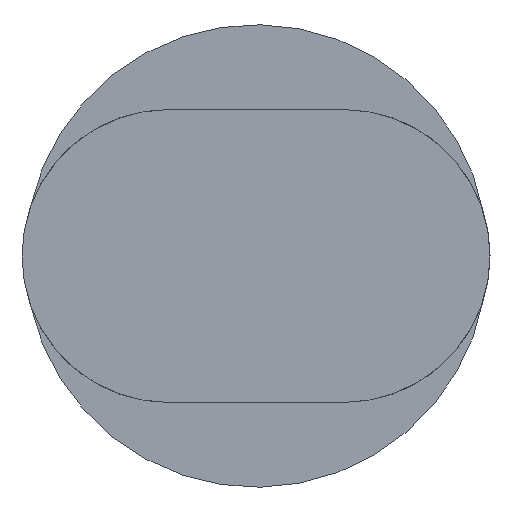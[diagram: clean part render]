
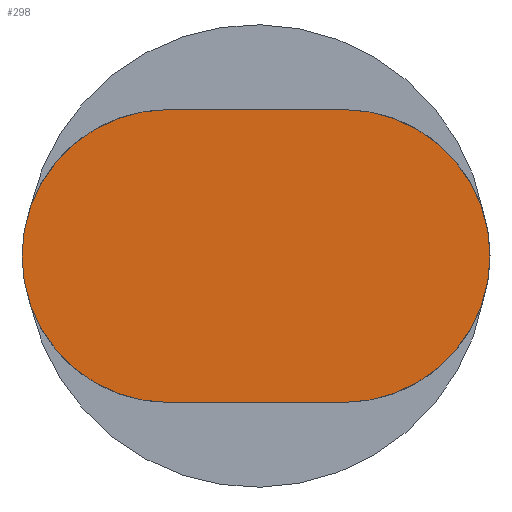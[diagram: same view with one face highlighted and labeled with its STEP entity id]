
A CAD part, left-side view. The second image highlights one B-rep face of the part: STEP entity #298.
In plain terms, the highlighted planar face has unit normal (-1, 0, 0).
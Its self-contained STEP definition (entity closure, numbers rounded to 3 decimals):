
#22=LINE('',#533,#39);
#25=LINE('',#541,#42);
#39=VECTOR('',#432,10.);
#42=VECTOR('',#443,10.);
#65=FACE_OUTER_BOUND('',#84,.T.);
#84=EDGE_LOOP('',(#231,#232,#233,#234));
#95=CIRCLE('',#325,4.433);
#113=CIRCLE('',#351,4.433);
#121=VERTEX_POINT('',#483);
#122=VERTEX_POINT('',#485);
#139=VERTEX_POINT('',#532);
#140=VERTEX_POINT('',#537);
#148=EDGE_CURVE('',#122,#121,#95,.T.);
#171=EDGE_CURVE('',#139,#122,#22,.T.);
#174=EDGE_CURVE('',#140,#139,#113,.T.);
#176=EDGE_CURVE('',#121,#140,#25,.T.);
#231=ORIENTED_EDGE('',*,*,#148,.T.);
#232=ORIENTED_EDGE('',*,*,#176,.T.);
#233=ORIENTED_EDGE('',*,*,#174,.T.);
#234=ORIENTED_EDGE('',*,*,#171,.T.);
#281=PLANE('',#353);
#298=ADVANCED_FACE('',(#65),#281,.F.);
#325=AXIS2_PLACEMENT_3D('',#486,#378,#379);
#351=AXIS2_PLACEMENT_3D('',#538,#438,#439);
#353=AXIS2_PLACEMENT_3D('',#542,#444,#445);
#378=DIRECTION('center_axis',(-1.,0.,0.));
#379=DIRECTION('ref_axis',(0.,0.,-1.));
#432=DIRECTION('',(0.,1.,0.));
#438=DIRECTION('center_axis',(-1.,0.,0.));
#439=DIRECTION('ref_axis',(0.,0.,1.));
#443=DIRECTION('',(0.,-1.,0.));
#444=DIRECTION('center_axis',(1.,0.,0.));
#445=DIRECTION('ref_axis',(0.,0.,-1.));
#483=CARTESIAN_POINT('',(219.695,70.,-7.47));
#485=CARTESIAN_POINT('',(219.695,70.,1.396));
#486=CARTESIAN_POINT('Origin',(219.695,70.,-3.037));
#532=CARTESIAN_POINT('',(219.695,64.7,1.396));
#533=CARTESIAN_POINT('',(219.695,66.025,1.396));
#537=CARTESIAN_POINT('',(219.695,64.7,-7.47));
#538=CARTESIAN_POINT('Origin',(219.695,64.7,-3.037));
#541=CARTESIAN_POINT('',(219.695,68.675,-7.47));
#542=CARTESIAN_POINT('Origin',(219.695,67.35,-3.037));
